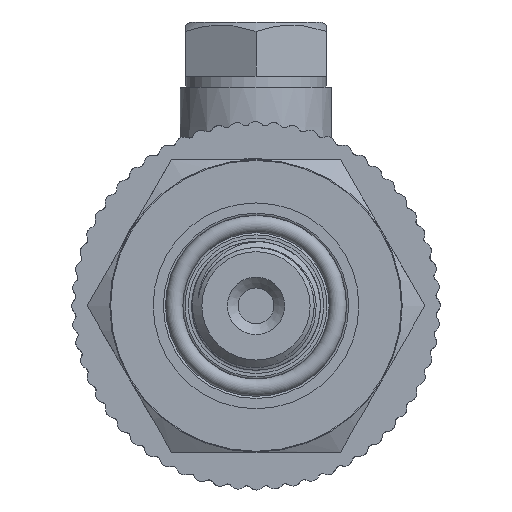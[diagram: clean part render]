
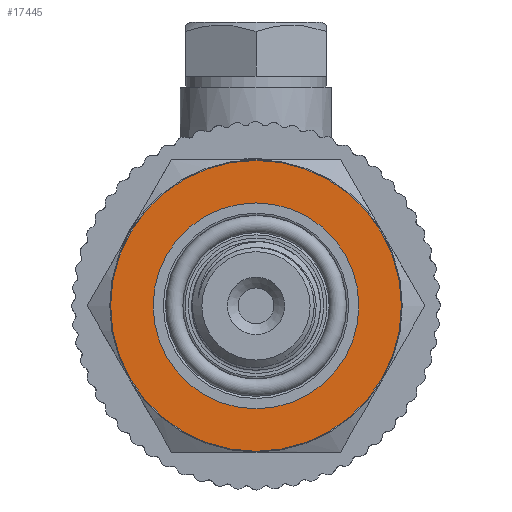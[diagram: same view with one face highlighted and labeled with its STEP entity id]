
A CAD part, left-side view. The second image highlights one B-rep face of the part: STEP entity #17445.
In plain terms, the highlighted planar face has unit normal (-1, 0, 0).
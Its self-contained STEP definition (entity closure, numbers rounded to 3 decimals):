
#150=PLANE('',#18407);
#762=FACE_BOUND('',#2160,.T.);
#1151=FACE_OUTER_BOUND('',#2159,.T.);
#2159=EDGE_LOOP('',(#12988));
#2160=EDGE_LOOP('',(#12989));
#2981=CIRCLE('',#18408,13.425);
#2982=CIRCLE('',#18409,9.5);
#7249=VERTEX_POINT('',#40356);
#7250=VERTEX_POINT('',#40358);
#9396=EDGE_CURVE('',#7249,#7249,#2981,.T.);
#9397=EDGE_CURVE('',#7250,#7250,#2982,.T.);
#12988=ORIENTED_EDGE('',*,*,#9396,.F.);
#12989=ORIENTED_EDGE('',*,*,#9397,.T.);
#17445=ADVANCED_FACE('',(#1151,#762),#150,.F.);
#18407=AXIS2_PLACEMENT_3D('',#40355,#20197,#20198);
#18408=AXIS2_PLACEMENT_3D('',#40357,#20199,#20200);
#18409=AXIS2_PLACEMENT_3D('',#40359,#20201,#20202);
#20197=DIRECTION('center_axis',(1.,0.,0.));
#20198=DIRECTION('ref_axis',(0.,0.,-1.));
#20199=DIRECTION('center_axis',(1.,0.,0.));
#20200=DIRECTION('ref_axis',(0.,1.,0.));
#20201=DIRECTION('center_axis',(1.,0.,0.));
#20202=DIRECTION('ref_axis',(0.,0.,-1.));
#40355=CARTESIAN_POINT('Origin',(-48.,9.5,0.));
#40356=CARTESIAN_POINT('',(-48.,-13.425,0.));
#40357=CARTESIAN_POINT('Origin',(-48.,0.,0.));
#40358=CARTESIAN_POINT('',(-48.,-9.5,0.));
#40359=CARTESIAN_POINT('Origin',(-48.,0.,0.));
